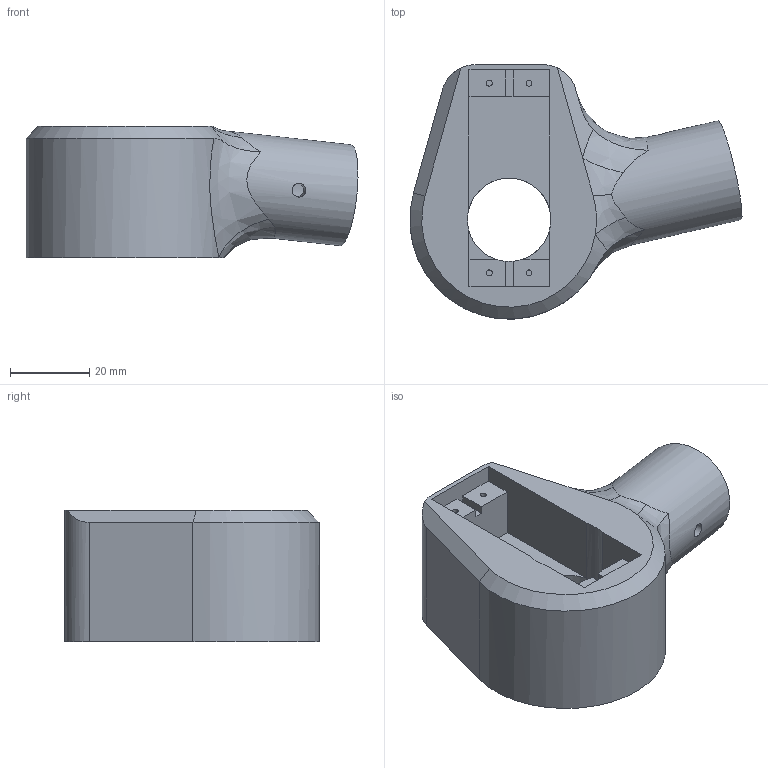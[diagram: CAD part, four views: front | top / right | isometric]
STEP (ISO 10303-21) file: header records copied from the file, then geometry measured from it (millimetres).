
FILE_DESCRIPTION(/* description */ (''),/* implementation_level */ '2;1');
FILE_NAME(/* name */ 'Directional Motor Support Back V2 v18.stp',/* time_stamp */ '2020-12-11T16:28:18+01:00',/* author */ (''),/* organization */ (''),/* preprocessor_version */ 'ST-DEVELOPER v18.1',/* originating_system */ 'Autodesk Translation Framework v9.7.1.1290',/* authorisation */ '');
FILE_SCHEMA (('AUTOMOTIVE_DESIGN { 1 0 10303 214 3 1 1 }'));
Length unit declared in the file: millimetre
Products named in the file (2): Directional Motor Support - Back V2; DMS - Back - Right
Assembly tree (1 placements, depth 2):
  Directional Motor Support - Back V2
    DMS - Back - Right
Bounding box: 83.53 x 63.98 x 33 mm (x, y, z)
Volume: 69361.2 mm3; surface area: 18288.2 mm2
Topology: 1 solids, 1 shells, 58 faces, 155 edges, 103 vertices
Faces by surface type: plane 36, cylinder 13, bspline 8, cone 1
Full cylindrical faces by diameter (mm): 1.5 x4, 3.5 x2, 20.55 x1, 21 x1, 25.55 x1, 28 x1
Entity records: 2337 total; most frequent: CARTESIAN_POINT 840, ORIENTED_EDGE 310, DIRECTION 282, EDGE_CURVE 155, VERTEX_POINT 103, AXIS2_PLACEMENT_3D 98, LINE 86, VECTOR 86
